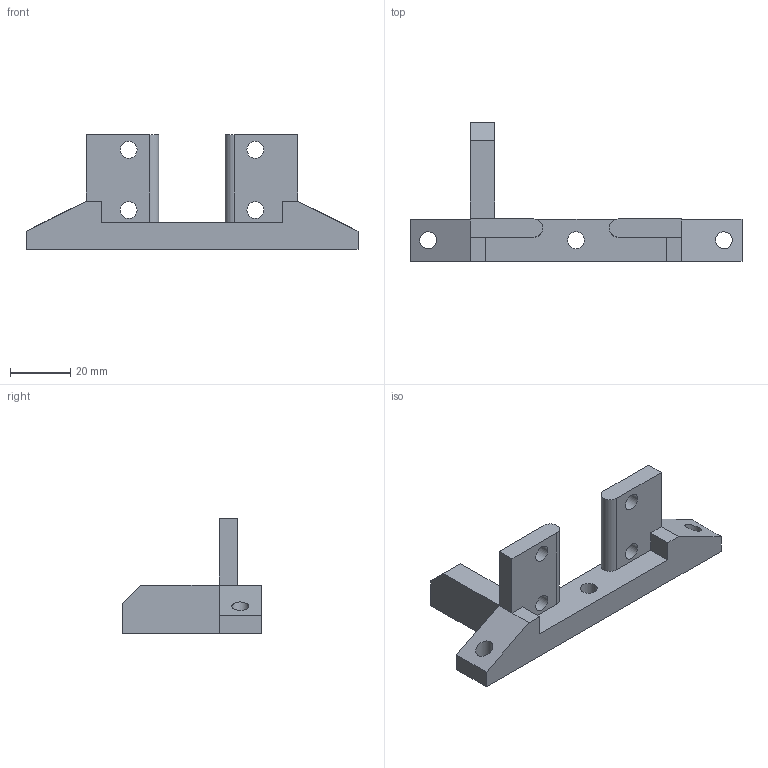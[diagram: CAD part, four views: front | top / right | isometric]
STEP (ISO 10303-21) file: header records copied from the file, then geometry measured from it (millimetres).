
FILE_DESCRIPTION(('FreeCAD Model'),'2;1');
FILE_NAME( 'Y_BeltMount.stp', '2012-12-31T21:37:07',('FreeCAD'),('FreeCAD'), 'Open CASCADE STEP processor 6.5','FreeCAD','Unknown');
FILE_SCHEMA(('AUTOMOTIVE_DESIGN_CC2 { 1 2 10303 214 -1 1 5 4 }'));
Length unit declared in the file: millimetre
Products named in the file (1): Open CASCADE STEP translator 6.5 2
Bounding box: 110 x 46 x 38 mm (x, y, z)
Volume: 26216 mm3; surface area: 10936.8 mm2
Topology: 1 solids, 1 shells, 35 faces, 91 edges, 59 vertices
Faces by surface type: plane 25, cylinder 10
Full cylindrical faces by diameter (mm): 5.6 x8
Entity records: 2328 total; most frequent: CARTESIAN_POINT 471, DIRECTION 339, LINE 216, VECTOR 216, ORIENTED_EDGE 182, PCURVE 182, DEFINITIONAL_REPRESENTATION 182, EDGE_CURVE 91
